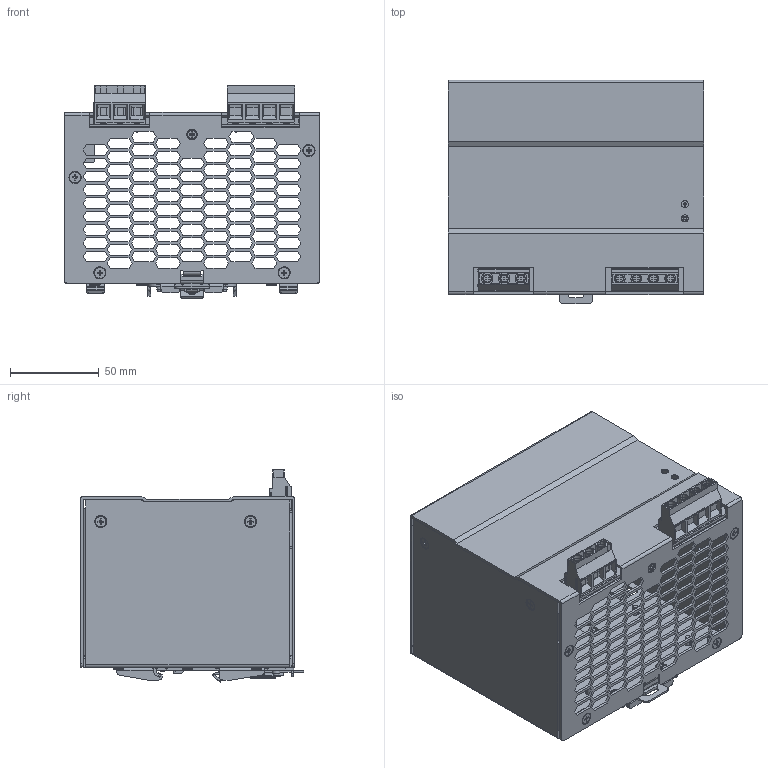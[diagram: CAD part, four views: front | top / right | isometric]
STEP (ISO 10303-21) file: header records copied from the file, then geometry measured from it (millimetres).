
FILE_DESCRIPTION (( 'STEP AP214' ), '1' );
FILE_NAME ('RZI480-24-P-3D.STEP', '2016-06-20T10:40:59', ( '' ), ( '' ), 'SwSTEP 2.0', 'SolidWorks 2016', '' );
FILE_SCHEMA (( 'AUTOMOTIVE_DESIGN' ));
Length unit declared in the file: millimetre
Products named in the file (1): RZI480-24-P-3D
Bounding box: 144 x 126 x 119.74 mm (x, y, z)
Surface area: 255490.3 mm2 (no closed solid volume)
Topology: 0 solids, 53 shells, 4419 faces, 11469 edges, 7144 vertices
Faces by surface type: plane 2980, cylinder 760, bspline 377, cone 302
Entity records: 194256 total; most frequent: CARTESIAN_POINT 37781, ORIENTED_EDGE 22727, DIRECTION 20895, EDGE_CURVE 11365, VECTOR 8977, LINE 8977, VERTEX_POINT 7144, AXIS2_PLACEMENT_3D 5959
